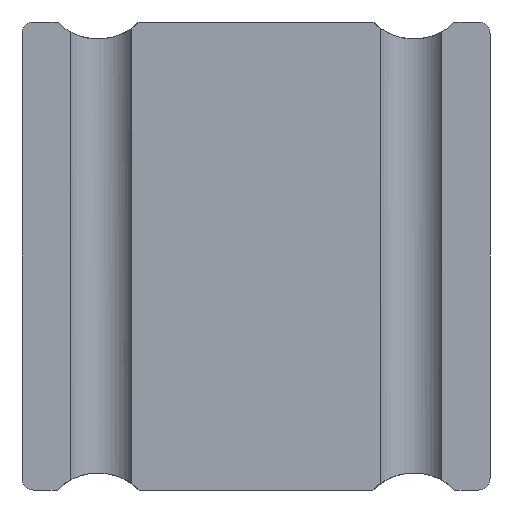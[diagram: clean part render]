
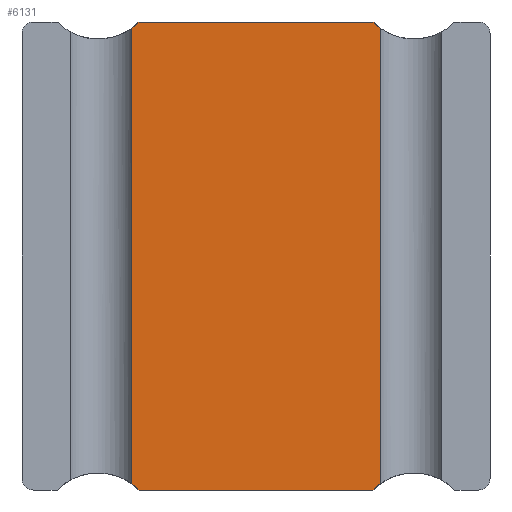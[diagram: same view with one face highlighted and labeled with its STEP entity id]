
A CAD part, front view. The second image highlights one B-rep face of the part: STEP entity #6131.
In plain terms, the highlighted planar face has unit normal (0, -1, 0).
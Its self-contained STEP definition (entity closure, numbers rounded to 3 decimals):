
#285 = LINE ( 'NONE', #286, #3144 ) ;
#286 = CARTESIAN_POINT ( 'NONE',  ( -2., 0., 2. ) ) ;
#287 = DIRECTION ( 'NONE',  ( 1., 0., 0. ) ) ;
#399 = CARTESIAN_POINT ( 'NONE',  ( 1.35, 0., -2.35 ) ) ;
#400 = DIRECTION ( 'NONE',  ( 0., 1., 0. ) ) ;
#401 = DIRECTION ( 'NONE',  ( 0., 0., 1. ) ) ;
#473 = LINE ( 'NONE', #474, #3112 ) ;
#474 = CARTESIAN_POINT ( 'NONE',  ( -2., 0., -2. ) ) ;
#475 = DIRECTION ( 'NONE',  ( -1., 0., 0. ) ) ;
#549 = LINE ( 'NONE', #550, #3083 ) ;
#550 = CARTESIAN_POINT ( 'NONE',  ( -1.064, 0., -2. ) ) ;
#551 = DIRECTION ( 'NONE',  ( 0., 0., 1. ) ) ;
#1674 = CIRCLE ( 'NONE', #3028, 0.495 ) ;
#1679 = EDGE_CURVE ( 'NONE', #8272, #8316, #285, .T. ) ;
#1686 = CIRCLE ( 'NONE', #2882, 0.495 ) ;
#1690 = CIRCLE ( 'NONE', #3081, 0.495 ) ;
#1729 = EDGE_CURVE ( 'NONE', #3720, #8275, #1818, .T. ) ;
#1746 = EDGE_CURVE ( 'NONE', #3720, #7934, #473, .T. ) ;
#1757 = EDGE_CURVE ( 'NONE', #7954, #8273, #549, .T. ) ;
#1774 = EDGE_CURVE ( 'NONE', #8289, #8316, #1690, .T. ) ;
#1815 = EDGE_CURVE ( 'NONE', #8272, #8273, #1686, .T. ) ;
#1818 = CIRCLE ( 'NONE', #3120, 0.495 ) ;
#1833 = EDGE_CURVE ( 'NONE', #8275, #8289, #4612, .T. ) ;
#1949 = PLANE ( 'NONE',  #2949 ) ;
#1950 = CARTESIAN_POINT ( 'NONE',  ( 0., 0., 0. ) ) ;
#1951 = DIRECTION ( 'NONE',  ( 0., 1., 0. ) ) ;
#1952 = DIRECTION ( 'NONE',  ( 0., 0., 1. ) ) ;
#2882 = AXIS2_PLACEMENT_3D ( 'NONE', #4547, #4551, #4552 ) ;
#2949 = AXIS2_PLACEMENT_3D ( 'NONE', #1950, #1951, #1952 ) ;
#2999 = FACE_OUTER_BOUND ( 'NONE', #7897, .T. ) ;
#3028 = AXIS2_PLACEMENT_3D ( 'NONE', #3550, #3554, #3555 ) ;
#3060 = VECTOR ( 'NONE', #4614, 1000. ) ;
#3081 = AXIS2_PLACEMENT_3D ( 'NONE', #4441, #4442, #4443 ) ;
#3083 = VECTOR ( 'NONE', #551, 1000. ) ;
#3112 = VECTOR ( 'NONE', #475, 1000. ) ;
#3120 = AXIS2_PLACEMENT_3D ( 'NONE', #399, #400, #401 ) ;
#3144 = VECTOR ( 'NONE', #287, 1000. ) ;
#3550 = CARTESIAN_POINT ( 'NONE',  ( -1.35, 0., -2.35 ) ) ;
#3554 = DIRECTION ( 'NONE',  ( 0., 1., 0. ) ) ;
#3555 = DIRECTION ( 'NONE',  ( 0., 0., -1. ) ) ;
#3720 = VERTEX_POINT ( 'NONE', #8429 ) ;
#4441 = CARTESIAN_POINT ( 'NONE',  ( 1.35, 0., 2.35 ) ) ;
#4442 = DIRECTION ( 'NONE',  ( 0., 1., 0. ) ) ;
#4443 = DIRECTION ( 'NONE',  ( 0., 0., -1. ) ) ;
#4547 = CARTESIAN_POINT ( 'NONE',  ( -1.35, 0., 2.35 ) ) ;
#4551 = DIRECTION ( 'NONE',  ( 0., 1., 0. ) ) ;
#4552 = DIRECTION ( 'NONE',  ( 0., 0., 1. ) ) ;
#4612 = LINE ( 'NONE', #4613, #3060 ) ;
#4613 = CARTESIAN_POINT ( 'NONE',  ( 1.064, 0., -2. ) ) ;
#4614 = DIRECTION ( 'NONE',  ( 0., 0., 1. ) ) ;
#4976 = ORIENTED_EDGE ( 'NONE', *, *, #1679, .F. ) ;
#4979 = ORIENTED_EDGE ( 'NONE', *, *, #1746, .F. ) ;
#4980 = ORIENTED_EDGE ( 'NONE', *, *, #1774, .T. ) ;
#4984 = ORIENTED_EDGE ( 'NONE', *, *, #1815, .T. ) ;
#4992 = ORIENTED_EDGE ( 'NONE', *, *, #1757, .F. ) ;
#4996 = ORIENTED_EDGE ( 'NONE', *, *, #6108, .T. ) ;
#4998 = ORIENTED_EDGE ( 'NONE', *, *, #1833, .T. ) ;
#5075 = ORIENTED_EDGE ( 'NONE', *, *, #1729, .T. ) ;
#6108 = EDGE_CURVE ( 'NONE', #7954, #7934, #1674, .T. ) ;
#6131 = ADVANCED_FACE ( 'NONE', ( #2999 ), #1949, .F. ) ;
#6551 = CARTESIAN_POINT ( 'NONE',  ( -1., 0., 2. ) ) ;
#6553 = CARTESIAN_POINT ( 'NONE',  ( -1.064, 0., 1.946 ) ) ;
#6556 = CARTESIAN_POINT ( 'NONE',  ( 1.064, 0., -1.946 ) ) ;
#6577 = CARTESIAN_POINT ( 'NONE',  ( 1.064, 0., 1.946 ) ) ;
#6618 = CARTESIAN_POINT ( 'NONE',  ( 1., 0., 2. ) ) ;
#7123 = CARTESIAN_POINT ( 'NONE',  ( -1., 0., -2. ) ) ;
#7127 = CARTESIAN_POINT ( 'NONE',  ( -1.064, 0., -1.946 ) ) ;
#7897 = EDGE_LOOP ( 'NONE', ( #5075, #4998, #4980, #4976, #4984, #4992, #4996, #4979 ) ) ;
#7934 = VERTEX_POINT ( 'NONE', #7123 ) ;
#7954 = VERTEX_POINT ( 'NONE', #7127 ) ;
#8272 = VERTEX_POINT ( 'NONE', #6551 ) ;
#8273 = VERTEX_POINT ( 'NONE', #6553 ) ;
#8275 = VERTEX_POINT ( 'NONE', #6556 ) ;
#8289 = VERTEX_POINT ( 'NONE', #6577 ) ;
#8316 = VERTEX_POINT ( 'NONE', #6618 ) ;
#8429 = CARTESIAN_POINT ( 'NONE',  ( 1., 0., -2. ) ) ;
